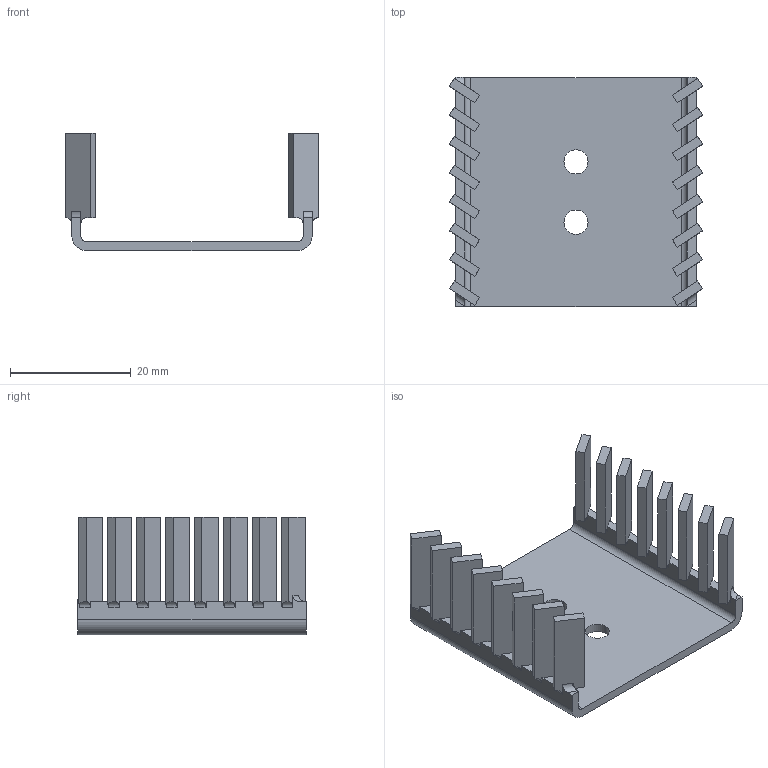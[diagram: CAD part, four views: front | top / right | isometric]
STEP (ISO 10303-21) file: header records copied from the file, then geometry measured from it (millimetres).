
FILE_DESCRIPTION (( 'STEP AP214' ), '1' );
FILE_NAME ('User Library-Heatsink TO-220 - MULTICOM 33278.STEP', '2016-08-05T09:47:22', ( 'Windows User' ), ( '' ), 'SwSTEP 2.0', 'SolidWorks 2016', '' );
FILE_SCHEMA (( 'AUTOMOTIVE_DESIGN' ));
Length unit declared in the file: millimetre
Products named in the file (1): User Library-Heatsink TO-220 - MULTICOM 33278
Bounding box: 42 x 38 x 19.5 mm (x, y, z)
Volume: 4300.4 mm3; surface area: 6823.7 mm2
Topology: 1 solids, 1 shells, 182 faces, 540 edges, 360 vertices
Faces by surface type: plane 138, cylinder 44
Entity records: 6022 total; most frequent: CARTESIAN_POINT 1353, ORIENTED_EDGE 1080, DIRECTION 832, EDGE_CURVE 540, LINE 434, VECTOR 434, VERTEX_POINT 360, AXIS2_PLACEMENT_3D 199
